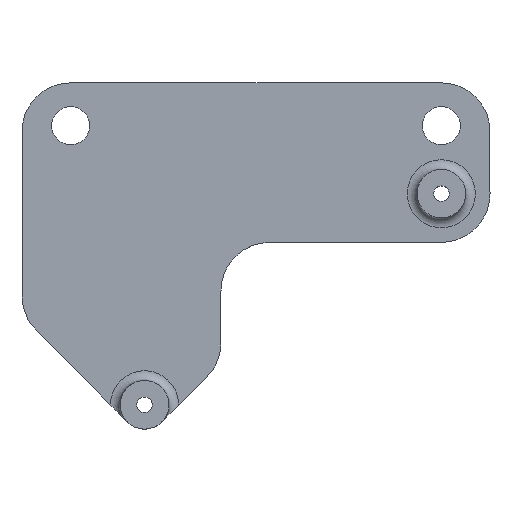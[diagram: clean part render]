
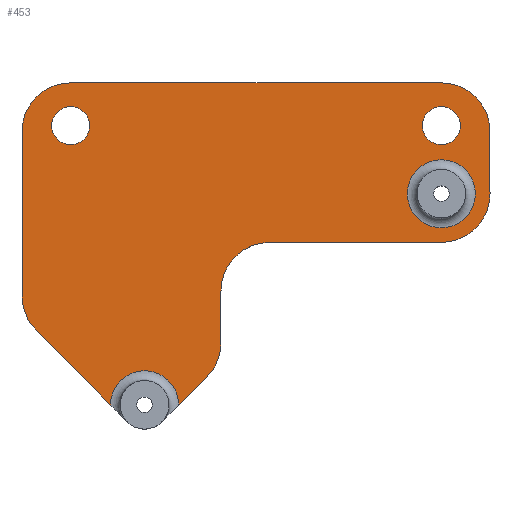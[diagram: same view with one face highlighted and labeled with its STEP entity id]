
A CAD part, top view. The second image highlights one B-rep face of the part: STEP entity #453.
In plain terms, the highlighted planar face has unit normal (0, 0, 1).
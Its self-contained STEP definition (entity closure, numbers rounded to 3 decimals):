
#15=FACE_BOUND('',#144,.T.);
#16=FACE_BOUND('',#145,.T.);
#17=FACE_BOUND('',#146,.T.);
#24=PLANE('',#501);
#38=LINE('',#731,#72);
#39=LINE('',#735,#73);
#40=LINE('',#739,#74);
#41=LINE('',#743,#75);
#42=LINE('',#747,#76);
#43=LINE('',#751,#77);
#44=LINE('',#754,#78);
#72=VECTOR('',#575,10.);
#73=VECTOR('',#578,10.);
#74=VECTOR('',#581,10.);
#75=VECTOR('',#584,10.);
#76=VECTOR('',#587,10.);
#77=VECTOR('',#590,10.);
#78=VECTOR('',#593,10.);
#118=FACE_OUTER_BOUND('',#143,.T.);
#143=EDGE_LOOP('',(#334,#335,#336,#337,#338,#339,#340,#341,#342,#343,#344,
#345,#346,#347));
#144=EDGE_LOOP('',(#348));
#145=EDGE_LOOP('',(#349));
#146=EDGE_LOOP('',(#350));
#176=CIRCLE('',#492,3.5);
#181=CIRCLE('',#499,3.5);
#183=CIRCLE('',#502,5.);
#184=CIRCLE('',#503,5.);
#185=CIRCLE('',#504,5.);
#186=CIRCLE('',#505,5.);
#187=CIRCLE('',#506,5.);
#188=CIRCLE('',#507,5.);
#189=CIRCLE('',#508,1.95);
#190=CIRCLE('',#509,1.95);
#206=VERTEX_POINT('',#692);
#210=VERTEX_POINT('',#704);
#216=VERTEX_POINT('',#725);
#217=VERTEX_POINT('',#730);
#218=VERTEX_POINT('',#732);
#219=VERTEX_POINT('',#734);
#220=VERTEX_POINT('',#736);
#221=VERTEX_POINT('',#738);
#222=VERTEX_POINT('',#740);
#223=VERTEX_POINT('',#742);
#224=VERTEX_POINT('',#744);
#225=VERTEX_POINT('',#746);
#226=VERTEX_POINT('',#748);
#227=VERTEX_POINT('',#750);
#228=VERTEX_POINT('',#752);
#229=VERTEX_POINT('',#755);
#230=VERTEX_POINT('',#757);
#254=EDGE_CURVE('',#210,#206,#176,.T.);
#262=EDGE_CURVE('',#216,#216,#181,.T.);
#264=EDGE_CURVE('',#210,#217,#38,.T.);
#265=EDGE_CURVE('',#217,#218,#183,.T.);
#266=EDGE_CURVE('',#218,#219,#39,.T.);
#267=EDGE_CURVE('',#219,#220,#184,.T.);
#268=EDGE_CURVE('',#220,#221,#40,.T.);
#269=EDGE_CURVE('',#221,#222,#185,.T.);
#270=EDGE_CURVE('',#222,#223,#41,.T.);
#271=EDGE_CURVE('',#223,#224,#186,.T.);
#272=EDGE_CURVE('',#224,#225,#42,.T.);
#273=EDGE_CURVE('',#225,#226,#187,.T.);
#274=EDGE_CURVE('',#226,#227,#43,.T.);
#275=EDGE_CURVE('',#227,#228,#188,.T.);
#276=EDGE_CURVE('',#228,#206,#44,.T.);
#277=EDGE_CURVE('',#229,#229,#189,.T.);
#278=EDGE_CURVE('',#230,#230,#190,.T.);
#334=ORIENTED_EDGE('',*,*,#254,.F.);
#335=ORIENTED_EDGE('',*,*,#264,.T.);
#336=ORIENTED_EDGE('',*,*,#265,.T.);
#337=ORIENTED_EDGE('',*,*,#266,.T.);
#338=ORIENTED_EDGE('',*,*,#267,.T.);
#339=ORIENTED_EDGE('',*,*,#268,.T.);
#340=ORIENTED_EDGE('',*,*,#269,.T.);
#341=ORIENTED_EDGE('',*,*,#270,.T.);
#342=ORIENTED_EDGE('',*,*,#271,.T.);
#343=ORIENTED_EDGE('',*,*,#272,.T.);
#344=ORIENTED_EDGE('',*,*,#273,.T.);
#345=ORIENTED_EDGE('',*,*,#274,.T.);
#346=ORIENTED_EDGE('',*,*,#275,.T.);
#347=ORIENTED_EDGE('',*,*,#276,.T.);
#348=ORIENTED_EDGE('',*,*,#277,.T.);
#349=ORIENTED_EDGE('',*,*,#278,.T.);
#350=ORIENTED_EDGE('',*,*,#262,.F.);
#453=ADVANCED_FACE('',(#118,#15,#16,#17),#24,.T.);
#492=AXIS2_PLACEMENT_3D('',#711,#552,#553);
#499=AXIS2_PLACEMENT_3D('',#727,#569,#570);
#501=AXIS2_PLACEMENT_3D('',#729,#573,#574);
#502=AXIS2_PLACEMENT_3D('',#733,#576,#577);
#503=AXIS2_PLACEMENT_3D('',#737,#579,#580);
#504=AXIS2_PLACEMENT_3D('',#741,#582,#583);
#505=AXIS2_PLACEMENT_3D('',#745,#585,#586);
#506=AXIS2_PLACEMENT_3D('',#749,#588,#589);
#507=AXIS2_PLACEMENT_3D('',#753,#591,#592);
#508=AXIS2_PLACEMENT_3D('',#756,#594,#595);
#509=AXIS2_PLACEMENT_3D('',#758,#596,#597);
#552=DIRECTION('center_axis',(0.,0.,1.));
#553=DIRECTION('ref_axis',(0.002,1.,0.));
#569=DIRECTION('center_axis',(0.,0.,1.));
#570=DIRECTION('ref_axis',(1.,0.,0.));
#573=DIRECTION('center_axis',(0.,0.,1.));
#574=DIRECTION('ref_axis',(1.,0.,0.));
#575=DIRECTION('',(0.707,0.707,0.));
#576=DIRECTION('center_axis',(0.,0.,1.));
#577=DIRECTION('ref_axis',(0.707,-0.707,0.));
#578=DIRECTION('',(0.,1.,0.));
#579=DIRECTION('center_axis',(0.,0.,-1.));
#580=DIRECTION('ref_axis',(-0.009,1.,0.));
#581=DIRECTION('',(1.,0.,0.));
#582=DIRECTION('center_axis',(0.,0.,1.));
#583=DIRECTION('ref_axis',(0.,-1.,0.));
#584=DIRECTION('',(0.,1.,0.));
#585=DIRECTION('center_axis',(0.,0.,1.));
#586=DIRECTION('ref_axis',(1.,0.,0.));
#587=DIRECTION('',(-1.,0.,0.));
#588=DIRECTION('center_axis',(0.,0.,1.));
#589=DIRECTION('ref_axis',(0.,1.,0.));
#590=DIRECTION('',(0.,-1.,0.));
#591=DIRECTION('center_axis',(0.,0.,1.));
#592=DIRECTION('ref_axis',(-1.,0.,0.));
#593=DIRECTION('',(0.705,-0.71,0.));
#594=DIRECTION('center_axis',(0.,0.,-1.));
#595=DIRECTION('ref_axis',(1.,0.,0.));
#596=DIRECTION('center_axis',(0.,0.,-1.));
#597=DIRECTION('ref_axis',(1.,0.,0.));
#692=CARTESIAN_POINT('',(-14.95,7.777,2.));
#704=CARTESIAN_POINT('',(-7.95,7.764,2.));
#711=CARTESIAN_POINT('Origin',(-11.45,7.8,2.));
#725=CARTESIAN_POINT('',(22.55,29.5,2.));
#727=CARTESIAN_POINT('Origin',(19.05,29.5,2.));
#729=CARTESIAN_POINT('Origin',(0.,23.1,2.));
#730=CARTESIAN_POINT('',(-5.063,10.652,2.));
#731=CARTESIAN_POINT('',(-5.063,10.652,2.));
#732=CARTESIAN_POINT('',(-3.598,14.187,2.));
#733=CARTESIAN_POINT('Origin',(-8.598,14.187,2.));
#734=CARTESIAN_POINT('',(-3.598,19.5,2.));
#735=CARTESIAN_POINT('',(-3.598,14.187,2.));
#736=CARTESIAN_POINT('',(1.359,24.5,2.));
#737=CARTESIAN_POINT('Origin',(1.402,19.5,2.));
#738=CARTESIAN_POINT('',(19.05,24.5,2.));
#739=CARTESIAN_POINT('',(19.05,24.5,2.));
#740=CARTESIAN_POINT('',(24.05,29.5,2.));
#741=CARTESIAN_POINT('Origin',(19.05,29.5,2.));
#742=CARTESIAN_POINT('',(24.05,35.9,2.));
#743=CARTESIAN_POINT('',(24.05,35.9,2.));
#744=CARTESIAN_POINT('',(19.05,40.9,2.));
#745=CARTESIAN_POINT('Origin',(19.05,35.9,2.));
#746=CARTESIAN_POINT('',(-19.05,40.9,2.));
#747=CARTESIAN_POINT('',(-19.05,40.9,2.));
#748=CARTESIAN_POINT('',(-24.05,35.9,2.));
#749=CARTESIAN_POINT('Origin',(-19.05,35.9,2.));
#750=CARTESIAN_POINT('',(-24.05,19.002,2.));
#751=CARTESIAN_POINT('',(-24.05,19.002,2.));
#752=CARTESIAN_POINT('',(-22.598,15.479,2.));
#753=CARTESIAN_POINT('Origin',(-19.05,19.002,2.));
#754=CARTESIAN_POINT('',(-13.224,6.038,2.));
#755=CARTESIAN_POINT('',(-21.,36.5,2.));
#756=CARTESIAN_POINT('Origin',(-19.05,36.5,2.));
#757=CARTESIAN_POINT('',(17.1,36.5,2.));
#758=CARTESIAN_POINT('Origin',(19.05,36.5,2.));
